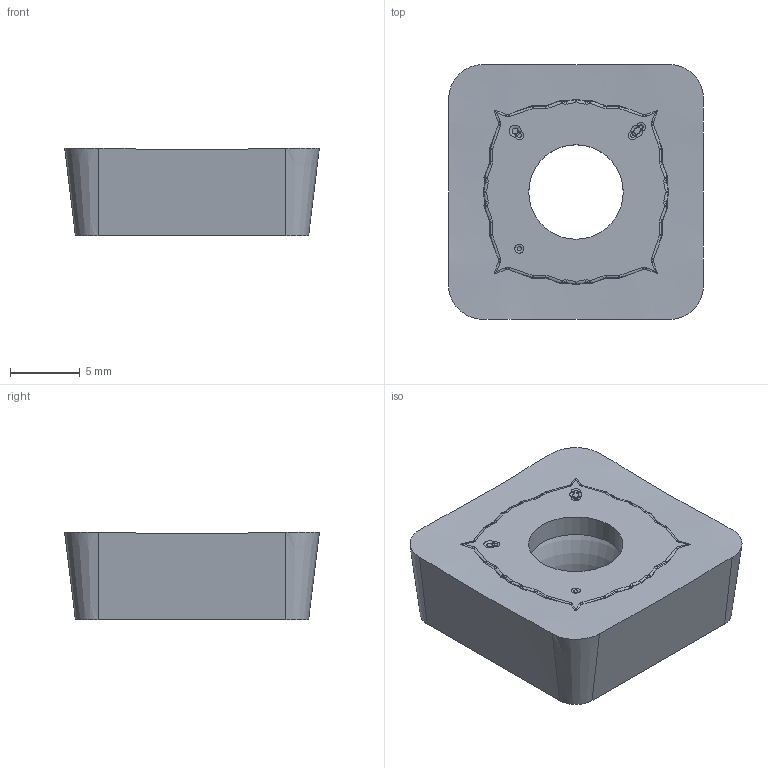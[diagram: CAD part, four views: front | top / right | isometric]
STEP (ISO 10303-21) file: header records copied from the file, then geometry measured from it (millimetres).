
FILE_DESCRIPTION(/* description */ (''),/* implementation_level */ '2;1');
FILE_NAME(/* name */ 'SCMT120408E-FM.stp',/* time_stamp */ '2022-01-17T10:21:52+01:00',/* author */ (''),/* organization */ (''),/* preprocessor_version */ 'ST-DEVELOPER v16.7',/* originating_system */ 'SIEMENS PLM Software NX 12.0',/* authorisation */ '');
FILE_SCHEMA (('AUTOMOTIVE_DESIGN { 1 0 10303 214 3 1 1 1 }'));
Products named in the file (1): pi253590753Cuh9p
Bounding box: 18.29 x 18.29 x 6.26 mm (x, y, z)
Volume: 1623.6 mm3; surface area: 1124.7 mm2
Topology: 1 solids, 1 shells, 229 faces, 598 edges, 373 vertices
Faces by surface type: bspline 120, cylinder 54, plane 31, sphere 12, torus 8, cone 4
Full cylindrical faces by diameter (mm): 6.788 x2
Entity records: 182010 total; most frequent: CARTESIAN_POINT 177339, ORIENTED_EDGE 1172, DIRECTION 680, EDGE_CURVE 586, VERTEX_POINT 369, B_SPLINE_CURVE_WITH_KNOTS 302, AXIS2_PLACEMENT_3D 286, EDGE_LOOP 241
